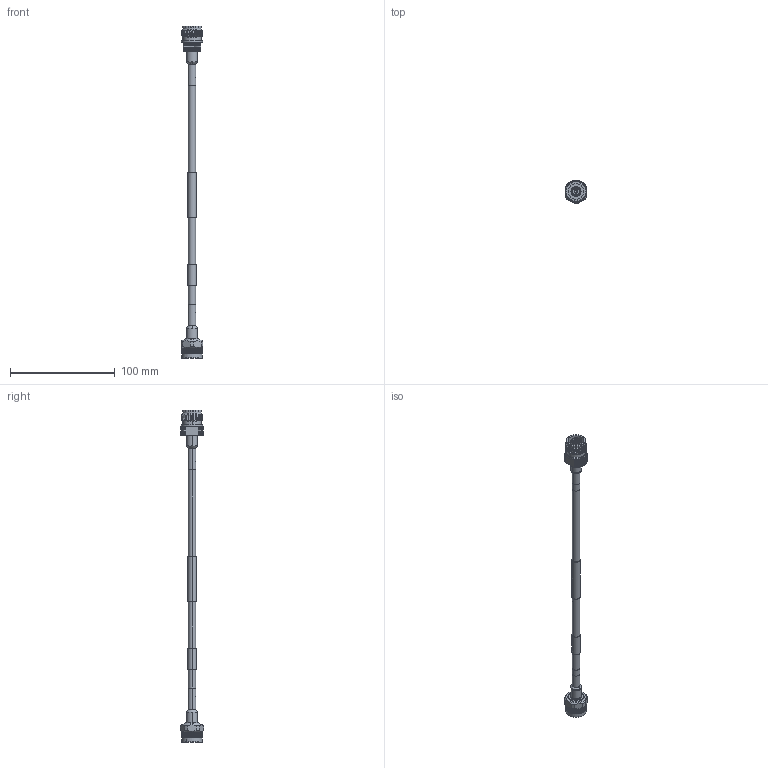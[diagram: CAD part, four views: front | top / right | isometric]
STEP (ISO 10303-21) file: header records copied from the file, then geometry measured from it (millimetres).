
FILE_DESCRIPTION (( 'STEP AP214' ), '1' );
FILE_NAME ('FMCA1910_3D.step', '2025-07-24T23:35:09', ( '' ), ( '' ), 'SwSTEP 2.0', 'SolidWorks 2022', '' );
FILE_SCHEMA (( 'AUTOMOTIVE_DESIGN' ));
Length unit declared in the file: inch
Products named in the file (5): TFT-5G-402^FMCA1910; TC-250-NM-LP_3D^FMCA1910; TC-SPP250-4310F-LP_3D^FMCA1910; Heat Shrink^FMCA1910; FMCA1910_3D
Assembly tree (5 placements, depth 2):
  FMCA1910_3D
    TFT-5G-402^FMCA1910
    Heat Shrink^FMCA1910  x2
    TC-250-NM-LP_3D^FMCA1910
    TC-SPP250-4310F-LP_3D^FMCA1910
Bounding box: 20.62 x 22.22 x 317.53 mm (x, y, z)
Volume: 23140.6 mm3; surface area: 15867.8 mm2
Topology: 6 solids, 6 shells, 2582 faces, 5651 edges, 3096 vertices
Faces by surface type: bspline 1690, cylinder 566, plane 190, cone 132, torus 4
Entity records: 87845 total; most frequent: CARTESIAN_POINT 50341, ORIENTED_EDGE 11258, EDGE_CURVE 5629, DIRECTION 3423, VERTEX_POINT 3084, EDGE_LOOP 2597, FACE_OUTER_BOUND 2574, ADVANCED_FACE 2574
